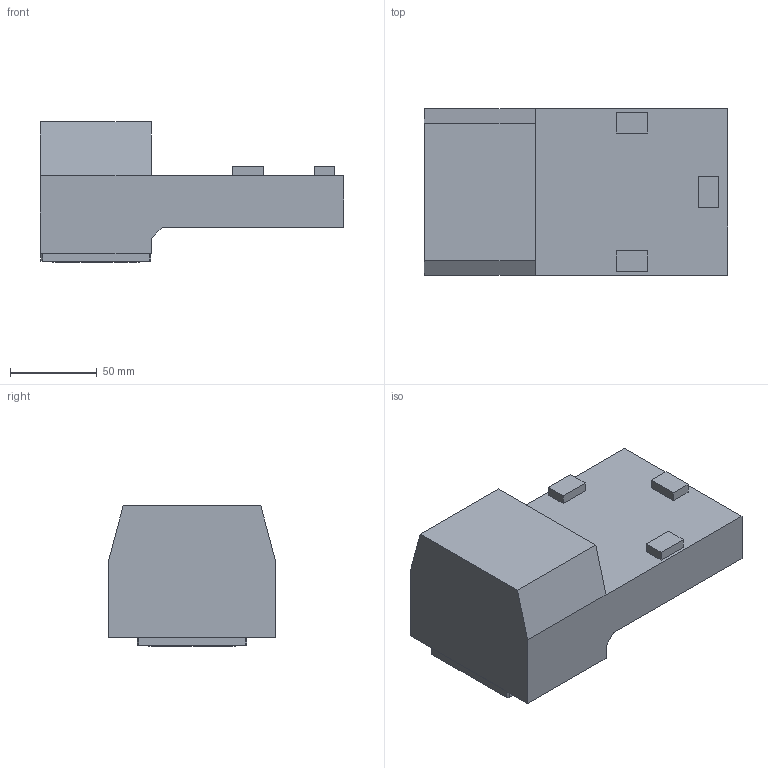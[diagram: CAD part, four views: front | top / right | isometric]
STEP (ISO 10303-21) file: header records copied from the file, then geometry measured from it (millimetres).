
FILE_DESCRIPTION(/* description */ (''),/* implementation_level */ '2;1');
FILE_NAME(/* name */ '1525411593093.stp',/* time_stamp */ '2018-05-04T10:56:52+05:00',/* author */ (''),/* organization */ ('SMS'),/* preprocessor_version */ 'ST-DEVELOPER v15',/* originating_system */ 'SIEMENS PLM Software NX 8.5',/* authorisation */ '');
FILE_SCHEMA (('AUTOMOTIVE_DESIGN { 1 0 10303 214 3 1 1 1 }'));
Length unit declared in the file: millimetre
Products named in the file (1): 201598904mod000_00
Bounding box: 175 x 96 x 81 mm (x, y, z)
Volume: 766603.2 mm3; surface area: 68264.1 mm2
Topology: 1 solids, 1 shells, 50 faces, 119 edges, 82 vertices
Faces by surface type: plane 41, cone 6, cylinder 3
Full cylindrical faces by diameter (mm): 3 x1, 39.2 x1, 50.025 x1
Entity records: 1532 total; most frequent: CARTESIAN_POINT 307, DIRECTION 239, ORIENTED_EDGE 230, EDGE_CURVE 115, LINE 97, VECTOR 97, VERTEX_POINT 78, AXIS2_PLACEMENT_3D 71
